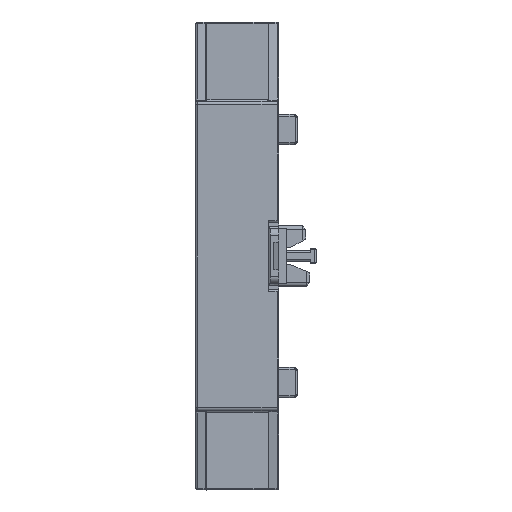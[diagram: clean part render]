
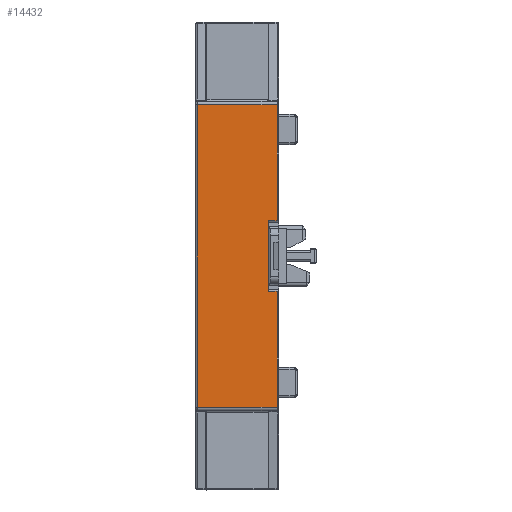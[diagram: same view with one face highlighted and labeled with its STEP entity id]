
A CAD part, left-side view. The second image highlights one B-rep face of the part: STEP entity #14432.
In plain terms, the highlighted face is planar.
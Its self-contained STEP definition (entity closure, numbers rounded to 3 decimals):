
#48 = VECTOR ( 'NONE', #28902, 1000. ) ;
#181 = CARTESIAN_POINT ( 'NONE',  ( -10.3, -28.85, 16.696 ) ) ;
#1003 = CARTESIAN_POINT ( 'NONE',  ( 1.3, -56., 16.696 ) ) ;
#1691 = CARTESIAN_POINT ( 'NONE',  ( -100.018, -12., 16.696 ) ) ;
#1726 = LINE ( 'NONE', #25527, #22994 ) ;
#2697 = VECTOR ( 'NONE', #14244, 1000. ) ;
#2736 = CARTESIAN_POINT ( 'NONE',  ( -10.3, -56., 16.696 ) ) ;
#3550 = CARTESIAN_POINT ( 'NONE',  ( -10.3, -56., 16.696 ) ) ;
#3702 = LINE ( 'NONE', #11996, #23473 ) ;
#3906 = ORIENTED_EDGE ( 'NONE', *, *, #14997, .F. ) ;
#4048 = EDGE_CURVE ( 'NONE', #8241, #22461, #1726, .T. ) ;
#4285 = VECTOR ( 'NONE', #21581, 1000. ) ;
#4482 = DIRECTION ( 'NONE',  ( 0., 1., 0. ) ) ;
#4866 = DIRECTION ( 'NONE',  ( 0., 1., 0. ) ) ;
#5604 = LINE ( 'NONE', #29234, #48 ) ;
#8241 = VERTEX_POINT ( 'NONE', #1003 ) ;
#8342 = VERTEX_POINT ( 'NONE', #20766 ) ;
#9517 = LINE ( 'NONE', #9692, #13716 ) ;
#9692 = CARTESIAN_POINT ( 'NONE',  ( -10.3, -39.15, 16.696 ) ) ;
#9766 = CARTESIAN_POINT ( 'NONE',  ( -9., -39.15, 16.696 ) ) ;
#10026 = CARTESIAN_POINT ( 'NONE',  ( -100.018, -12., 16.696 ) ) ;
#10217 = FACE_OUTER_BOUND ( 'NONE', #14215, .T. ) ;
#11645 = EDGE_CURVE ( 'NONE', #16837, #16292, #16582, .T. ) ;
#11996 = CARTESIAN_POINT ( 'NONE',  ( -9., -12., 16.696 ) ) ;
#13716 = VECTOR ( 'NONE', #20018, 1000. ) ;
#14215 = EDGE_LOOP ( 'NONE', ( #24930, #27056, #25688, #18868, #25088, #3906, #16210, #30273 ) ) ;
#14244 = DIRECTION ( 'NONE',  ( 0., 1., 0. ) ) ;
#14356 = EDGE_CURVE ( 'NONE', #32732, #23478, #9517, .T. ) ;
#14432 = ADVANCED_FACE ( 'NONE', ( #10217 ), #28158, .T. ) ;
#14904 = VECTOR ( 'NONE', #31744, 1000. ) ;
#14997 = EDGE_CURVE ( 'NONE', #8342, #22461, #33420, .T. ) ;
#16210 = ORIENTED_EDGE ( 'NONE', *, *, #27578, .F. ) ;
#16292 = VERTEX_POINT ( 'NONE', #23979 ) ;
#16582 = LINE ( 'NONE', #32128, #4285 ) ;
#16649 = LINE ( 'NONE', #3550, #2697 ) ;
#16837 = VERTEX_POINT ( 'NONE', #19516 ) ;
#18868 = ORIENTED_EDGE ( 'NONE', *, *, #27754, .T. ) ;
#19229 = LINE ( 'NONE', #181, #14904 ) ;
#19516 = CARTESIAN_POINT ( 'NONE',  ( -10.3, -28.85, 16.696 ) ) ;
#20018 = DIRECTION ( 'NONE',  ( 1., 0., 0. ) ) ;
#20042 = DIRECTION ( 'NONE',  ( 0., 1., 0. ) ) ;
#20766 = CARTESIAN_POINT ( 'NONE',  ( -10.3, -12., 16.696 ) ) ;
#21424 = AXIS2_PLACEMENT_3D ( 'NONE', #10026, #28664, #4866 ) ;
#21581 = DIRECTION ( 'NONE',  ( 1., 0., 0. ) ) ;
#22461 = VERTEX_POINT ( 'NONE', #31670 ) ;
#22720 = DIRECTION ( 'NONE',  ( 1., 0., 0. ) ) ;
#22772 = EDGE_CURVE ( 'NONE', #23478, #16292, #3702, .T. ) ;
#22994 = VECTOR ( 'NONE', #4482, 1000. ) ;
#23473 = VECTOR ( 'NONE', #20042, 1000. ) ;
#23478 = VERTEX_POINT ( 'NONE', #9766 ) ;
#23883 = CARTESIAN_POINT ( 'NONE',  ( -10.3, -39.15, 16.696 ) ) ;
#23979 = CARTESIAN_POINT ( 'NONE',  ( -9., -28.85, 16.696 ) ) ;
#24548 = VERTEX_POINT ( 'NONE', #2736 ) ;
#24930 = ORIENTED_EDGE ( 'NONE', *, *, #22772, .F. ) ;
#25088 = ORIENTED_EDGE ( 'NONE', *, *, #4048, .T. ) ;
#25527 = CARTESIAN_POINT ( 'NONE',  ( 1.3, -56., 16.696 ) ) ;
#25688 = ORIENTED_EDGE ( 'NONE', *, *, #26723, .F. ) ;
#25891 = VECTOR ( 'NONE', #22720, 1000. ) ;
#26723 = EDGE_CURVE ( 'NONE', #24548, #32732, #16649, .T. ) ;
#27056 = ORIENTED_EDGE ( 'NONE', *, *, #14356, .F. ) ;
#27578 = EDGE_CURVE ( 'NONE', #16837, #8342, #19229, .T. ) ;
#27754 = EDGE_CURVE ( 'NONE', #24548, #8241, #5604, .T. ) ;
#28158 = PLANE ( 'NONE',  #21424 ) ;
#28664 = DIRECTION ( 'NONE',  ( 0., 0., 1. ) ) ;
#28902 = DIRECTION ( 'NONE',  ( 1., 0., 0. ) ) ;
#29234 = CARTESIAN_POINT ( 'NONE',  ( -100.018, -56., 16.696 ) ) ;
#30273 = ORIENTED_EDGE ( 'NONE', *, *, #11645, .T. ) ;
#31670 = CARTESIAN_POINT ( 'NONE',  ( 1.3, -12., 16.696 ) ) ;
#31744 = DIRECTION ( 'NONE',  ( 0., 1., 0. ) ) ;
#32128 = CARTESIAN_POINT ( 'NONE',  ( -10.3, -28.85, 16.696 ) ) ;
#32732 = VERTEX_POINT ( 'NONE', #23883 ) ;
#33420 = LINE ( 'NONE', #1691, #25891 ) ;
